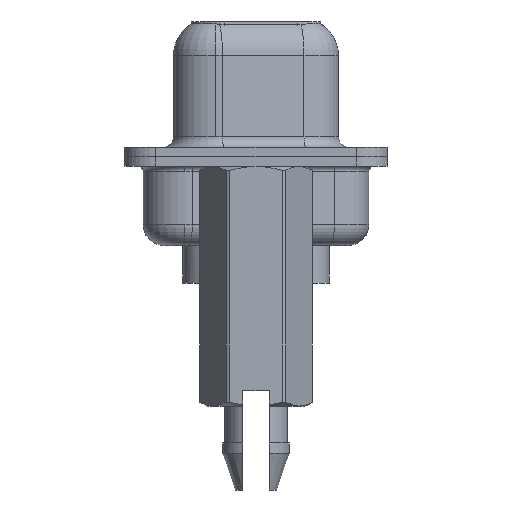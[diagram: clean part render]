
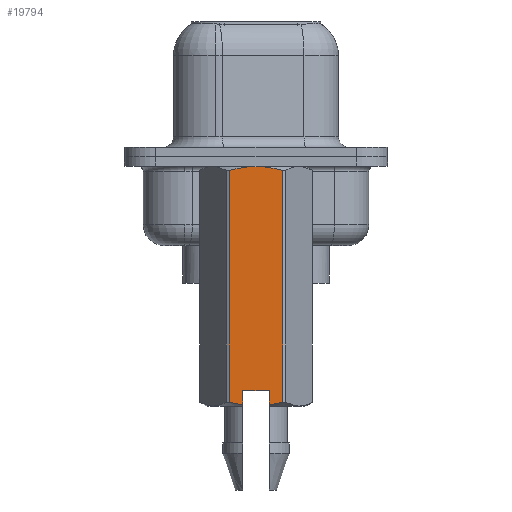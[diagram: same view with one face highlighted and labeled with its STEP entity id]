
A CAD part, left-side view. The second image highlights one B-rep face of the part: STEP entity #19794.
In plain terms, the highlighted planar face has unit normal (-1, 0, 0).
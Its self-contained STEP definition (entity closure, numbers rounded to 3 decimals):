
#289 = CARTESIAN_POINT ( 'NONE',  ( -2.381, -0.853, -0.549 ) ) ;
#302 = CARTESIAN_POINT ( 'NONE',  ( -2.381, -1.273, -11.748 ) ) ;
#571 = DIRECTION ( 'NONE',  ( -1., 0., 0. ) ) ;
#942 = CARTESIAN_POINT ( 'NONE',  ( -2.381, 1.273, -11.748 ) ) ;
#1536 = CARTESIAN_POINT ( 'NONE',  ( -2.381, 0.625, -11.885 ) ) ;
#1814 = ORIENTED_EDGE ( 'NONE', *, *, #10397, .T. ) ;
#2055 = VERTEX_POINT ( 'NONE', #10138 ) ;
#2234 = CARTESIAN_POINT ( 'NONE',  ( -2.381, -0.215, -0.468 ) ) ;
#2345 = AXIS2_PLACEMENT_3D ( 'NONE', #8065, #571, #13725 ) ;
#2585 = ORIENTED_EDGE ( 'NONE', *, *, #11445, .F. ) ;
#2953 = CARTESIAN_POINT ( 'NONE',  ( -2.381, 0.215, -0.468 ) ) ;
#3410 = EDGE_LOOP ( 'NONE', ( #2585, #4527, #16622, #13798, #1814, #17870, #3759, #4389, #20958 ) ) ;
#3759 = ORIENTED_EDGE ( 'NONE', *, *, #8114, .T. ) ;
#4038 = CARTESIAN_POINT ( 'NONE',  ( -2.381, -1.065, -0.596 ) ) ;
#4089 = VECTOR ( 'NONE', #9266, 1000. ) ;
#4232 = CARTESIAN_POINT ( 'NONE',  ( -2.381, -1.273, -11.748 ) ) ;
#4389 = ORIENTED_EDGE ( 'NONE', *, *, #10177, .T. ) ;
#4527 = ORIENTED_EDGE ( 'NONE', *, *, #22153, .F. ) ;
#4762 = CARTESIAN_POINT ( 'NONE',  ( -2.381, 0.625, -11.885 ) ) ;
#5117 = DIRECTION ( 'NONE',  ( 0., 0., -1. ) ) ;
#5390 = VERTEX_POINT ( 'NONE', #22303 ) ;
#5576 = VECTOR ( 'NONE', #16985, 1000. ) ;
#5913 = EDGE_CURVE ( 'NONE', #5390, #9229, #7620, .T. ) ;
#6169 = LINE ( 'NONE', #13286, #5576 ) ;
#6377 = VERTEX_POINT ( 'NONE', #302 ) ;
#6632 = CARTESIAN_POINT ( 'NONE',  ( -2.381, 0., -0.468 ) ) ;
#7372 = VERTEX_POINT ( 'NONE', #17769 ) ;
#7620 = B_SPLINE_CURVE_WITH_KNOTS ( 'NONE', 3,
 ( #942, #19667, #15972, #4762 ),
 .UNSPECIFIED., .F., .F.,
 ( 4, 4 ),
 ( 0.001, 0.002 ),
 .UNSPECIFIED. ) ;
#7737 = PLANE ( 'NONE',  #2345 ) ;
#7788 = CARTESIAN_POINT ( 'NONE',  ( -2.381, -1.273, -0.652 ) ) ;
#8065 = CARTESIAN_POINT ( 'NONE',  ( -2.381, -1.375, -0.45 ) ) ;
#8114 = EDGE_CURVE ( 'NONE', #2055, #7372, #8557, .T. ) ;
#8121 = VERTEX_POINT ( 'NONE', #19813 ) ;
#8195 = LINE ( 'NONE', #12386, #17578 ) ;
#8557 = B_SPLINE_CURVE_WITH_KNOTS ( 'NONE', 3,
 ( #6632, #2953, #8576, #21681, #10465, #23622 ),
 .UNSPECIFIED., .F., .F.,
 ( 4, 2, 4 ),
 ( 0.004, 0.004, 0.005 ),
 .UNSPECIFIED. ) ;
#8576 = CARTESIAN_POINT ( 'NONE',  ( -2.381, 0.432, -0.485 ) ) ;
#8746 = LINE ( 'NONE', #18032, #12533 ) ;
#8809 = EDGE_CURVE ( 'NONE', #8121, #2055, #20547, .T. ) ;
#9229 = VERTEX_POINT ( 'NONE', #1536 ) ;
#9266 = DIRECTION ( 'NONE',  ( 0., 0., 1. ) ) ;
#9799 = CARTESIAN_POINT ( 'NONE',  ( -2.381, -0.842, -11.854 ) ) ;
#9888 = EDGE_CURVE ( 'NONE', #12283, #6377, #19533, .T. ) ;
#10138 = CARTESIAN_POINT ( 'NONE',  ( -2.381, 0., -0.468 ) ) ;
#10168 = CARTESIAN_POINT ( 'NONE',  ( -2.381, -0.625, -11.2 ) ) ;
#10177 = EDGE_CURVE ( 'NONE', #7372, #5390, #8195, .T. ) ;
#10397 = EDGE_CURVE ( 'NONE', #6377, #8121, #14049, .T. ) ;
#10465 = CARTESIAN_POINT ( 'NONE',  ( -2.381, 1.066, -0.596 ) ) ;
#11014 = EDGE_CURVE ( 'NONE', #11297, #12283, #24036, .T. ) ;
#11297 = VERTEX_POINT ( 'NONE', #10168 ) ;
#11445 = EDGE_CURVE ( 'NONE', #12777, #9229, #8746, .T. ) ;
#12283 = VERTEX_POINT ( 'NONE', #17552 ) ;
#12386 = CARTESIAN_POINT ( 'NONE',  ( -2.381, 1.273, 0.581 ) ) ;
#12533 = VECTOR ( 'NONE', #19915, 1000. ) ;
#12777 = VERTEX_POINT ( 'NONE', #13848 ) ;
#13286 = CARTESIAN_POINT ( 'NONE',  ( -2.381, -0.625, -11.2 ) ) ;
#13441 = CARTESIAN_POINT ( 'NONE',  ( -2.381, -0.428, -0.485 ) ) ;
#13725 = DIRECTION ( 'NONE',  ( 0., 0., 1. ) ) ;
#13798 = ORIENTED_EDGE ( 'NONE', *, *, #9888, .T. ) ;
#13848 = CARTESIAN_POINT ( 'NONE',  ( -2.381, 0.625, -11.2 ) ) ;
#14049 = LINE ( 'NONE', #20475, #4089 ) ;
#14613 = VECTOR ( 'NONE', #5117, 1000. ) ;
#15287 = CARTESIAN_POINT ( 'NONE',  ( -2.381, -0.625, -11.885 ) ) ;
#15351 = CARTESIAN_POINT ( 'NONE',  ( -2.381, 0., -0.468 ) ) ;
#15456 = CARTESIAN_POINT ( 'NONE',  ( -2.381, -1.06, -11.806 ) ) ;
#15972 = CARTESIAN_POINT ( 'NONE',  ( -2.381, 0.845, -11.853 ) ) ;
#16480 = CARTESIAN_POINT ( 'NONE',  ( -2.381, -0.625, -11.2 ) ) ;
#16622 = ORIENTED_EDGE ( 'NONE', *, *, #11014, .T. ) ;
#16985 = DIRECTION ( 'NONE',  ( 0., 1., 0. ) ) ;
#17552 = CARTESIAN_POINT ( 'NONE',  ( -2.381, -0.625, -11.885 ) ) ;
#17578 = VECTOR ( 'NONE', #23676, 1000. ) ;
#17769 = CARTESIAN_POINT ( 'NONE',  ( -2.381, 1.273, -0.652 ) ) ;
#17870 = ORIENTED_EDGE ( 'NONE', *, *, #8809, .T. ) ;
#18032 = CARTESIAN_POINT ( 'NONE',  ( -2.381, 0.625, -11.2 ) ) ;
#19533 = B_SPLINE_CURVE_WITH_KNOTS ( 'NONE', 3,
 ( #15287, #9799, #15456, #4232 ),
 .UNSPECIFIED., .F., .F.,
 ( 4, 4 ),
 ( 0.003, 0.004 ),
 .UNSPECIFIED. ) ;
#19667 = CARTESIAN_POINT ( 'NONE',  ( -2.381, 1.06, -11.806 ) ) ;
#19794 = ADVANCED_FACE ( 'NONE', ( #20702 ), #7737, .T. ) ;
#19813 = CARTESIAN_POINT ( 'NONE',  ( -2.381, -1.273, -0.652 ) ) ;
#19915 = DIRECTION ( 'NONE',  ( 0., 0., -1. ) ) ;
#20475 = CARTESIAN_POINT ( 'NONE',  ( -2.381, -1.273, 0.581 ) ) ;
#20547 = B_SPLINE_CURVE_WITH_KNOTS ( 'NONE', 3,
 ( #7788, #4038, #289, #13441, #2234, #15351 ),
 .UNSPECIFIED., .F., .F.,
 ( 4, 2, 4 ),
 ( 0.003, 0.003, 0.004 ),
 .UNSPECIFIED. ) ;
#20702 = FACE_OUTER_BOUND ( 'NONE', #3410, .T. ) ;
#20958 = ORIENTED_EDGE ( 'NONE', *, *, #5913, .T. ) ;
#21681 = CARTESIAN_POINT ( 'NONE',  ( -2.381, 0.858, -0.55 ) ) ;
#22153 = EDGE_CURVE ( 'NONE', #11297, #12777, #6169, .T. ) ;
#22303 = CARTESIAN_POINT ( 'NONE',  ( -2.381, 1.273, -11.748 ) ) ;
#23622 = CARTESIAN_POINT ( 'NONE',  ( -2.381, 1.273, -0.652 ) ) ;
#23676 = DIRECTION ( 'NONE',  ( 0., 0., -1. ) ) ;
#24036 = LINE ( 'NONE', #16480, #14613 ) ;
